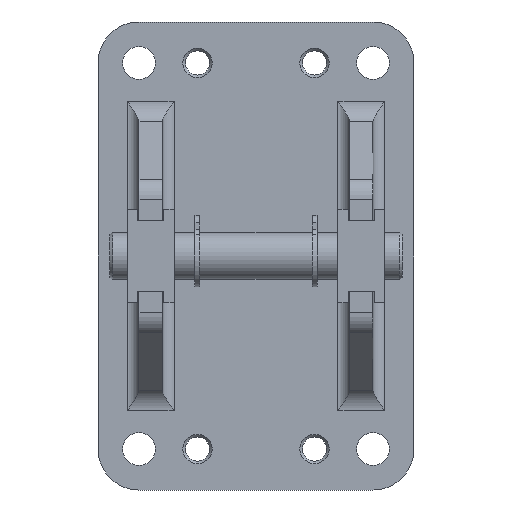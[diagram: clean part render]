
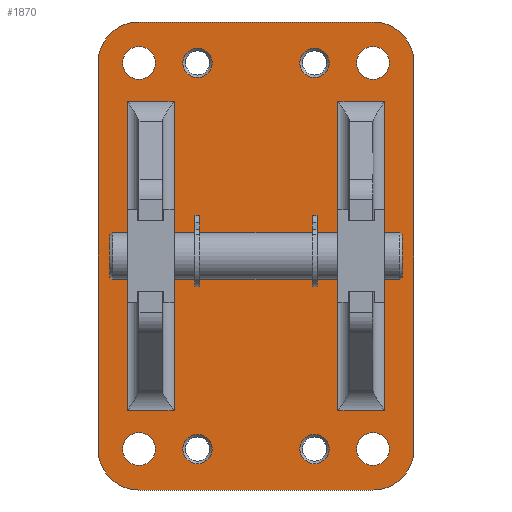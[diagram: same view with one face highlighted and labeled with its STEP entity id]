
A CAD part, front view. The second image highlights one B-rep face of the part: STEP entity #1870.
In plain terms, the highlighted planar face has unit normal (0, -1, 0).
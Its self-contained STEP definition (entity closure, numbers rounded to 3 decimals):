
#127=CIRCLE('',#2037,7.);
#129=CIRCLE('',#2041,7.);
#131=CIRCLE('',#2045,7.);
#133=CIRCLE('',#2049,7.);
#134=CIRCLE('',#2051,2.8);
#135=CIRCLE('',#2052,2.8);
#136=CIRCLE('',#2053,2.8);
#137=CIRCLE('',#2054,2.8);
#138=CIRCLE('',#2055,2.5);
#139=CIRCLE('',#2056,2.5);
#140=CIRCLE('',#2057,2.5);
#141=CIRCLE('',#2058,2.5);
#316=ORIENTED_EDGE('',*,*,#804,.F.);
#317=ORIENTED_EDGE('',*,*,#805,.F.);
#318=ORIENTED_EDGE('',*,*,#806,.F.);
#319=ORIENTED_EDGE('',*,*,#807,.F.);
#320=ORIENTED_EDGE('',*,*,#808,.T.);
#321=ORIENTED_EDGE('',*,*,#750,.F.);
#322=ORIENTED_EDGE('',*,*,#809,.F.);
#323=ORIENTED_EDGE('',*,*,#778,.T.);
#324=ORIENTED_EDGE('',*,*,#810,.T.);
#325=ORIENTED_EDGE('',*,*,#747,.F.);
#326=ORIENTED_EDGE('',*,*,#811,.F.);
#327=ORIENTED_EDGE('',*,*,#745,.T.);
#328=ORIENTED_EDGE('',*,*,#782,.F.);
#329=ORIENTED_EDGE('',*,*,#803,.F.);
#330=ORIENTED_EDGE('',*,*,#800,.F.);
#331=ORIENTED_EDGE('',*,*,#797,.F.);
#332=ORIENTED_EDGE('',*,*,#794,.F.);
#333=ORIENTED_EDGE('',*,*,#791,.F.);
#334=ORIENTED_EDGE('',*,*,#788,.F.);
#335=ORIENTED_EDGE('',*,*,#785,.F.);
#336=ORIENTED_EDGE('',*,*,#812,.F.);
#337=ORIENTED_EDGE('',*,*,#813,.F.);
#338=ORIENTED_EDGE('',*,*,#814,.F.);
#339=ORIENTED_EDGE('',*,*,#815,.F.);
#745=EDGE_CURVE('',#995,#994,#1174,.T.);
#747=EDGE_CURVE('',#996,#997,#1175,.T.);
#750=EDGE_CURVE('',#998,#999,#1176,.T.);
#778=EDGE_CURVE('',#1021,#1020,#1197,.T.);
#782=EDGE_CURVE('',#1024,#1025,#1200,.T.);
#785=EDGE_CURVE('',#1025,#1027,#127,.T.);
#788=EDGE_CURVE('',#1027,#1029,#1204,.T.);
#791=EDGE_CURVE('',#1029,#1031,#129,.T.);
#794=EDGE_CURVE('',#1031,#1033,#1208,.T.);
#797=EDGE_CURVE('',#1033,#1035,#131,.T.);
#800=EDGE_CURVE('',#1035,#1037,#1212,.T.);
#803=EDGE_CURVE('',#1037,#1024,#133,.T.);
#804=EDGE_CURVE('',#1038,#1038,#134,.T.);
#805=EDGE_CURVE('',#1039,#1039,#135,.T.);
#806=EDGE_CURVE('',#1040,#1040,#136,.T.);
#807=EDGE_CURVE('',#1041,#1041,#137,.T.);
#808=EDGE_CURVE('',#1020,#999,#1214,.T.);
#809=EDGE_CURVE('',#1021,#998,#1215,.T.);
#810=EDGE_CURVE('',#994,#997,#1216,.T.);
#811=EDGE_CURVE('',#995,#996,#1217,.T.);
#812=EDGE_CURVE('',#1042,#1042,#138,.T.);
#813=EDGE_CURVE('',#1043,#1043,#139,.T.);
#814=EDGE_CURVE('',#1044,#1044,#140,.T.);
#815=EDGE_CURVE('',#1045,#1045,#141,.T.);
#994=VERTEX_POINT('',#2871);
#995=VERTEX_POINT('',#2873);
#996=VERTEX_POINT('',#2881);
#997=VERTEX_POINT('',#2882);
#998=VERTEX_POINT('',#2895);
#999=VERTEX_POINT('',#2896);
#1020=VERTEX_POINT('',#2961);
#1021=VERTEX_POINT('',#2963);
#1024=VERTEX_POINT('',#2974);
#1025=VERTEX_POINT('',#2976);
#1027=VERTEX_POINT('',#2982);
#1029=VERTEX_POINT('',#2988);
#1031=VERTEX_POINT('',#2994);
#1033=VERTEX_POINT('',#3000);
#1035=VERTEX_POINT('',#3006);
#1037=VERTEX_POINT('',#3012);
#1038=VERTEX_POINT('',#3019);
#1039=VERTEX_POINT('',#3021);
#1040=VERTEX_POINT('',#3023);
#1041=VERTEX_POINT('',#3025);
#1042=VERTEX_POINT('',#3031);
#1043=VERTEX_POINT('',#3033);
#1044=VERTEX_POINT('',#3035);
#1045=VERTEX_POINT('',#3037);
#1174=LINE('',#2872,#1326);
#1175=LINE('',#2880,#1327);
#1176=LINE('',#2894,#1328);
#1197=LINE('',#2962,#1349);
#1200=LINE('',#2975,#1352);
#1204=LINE('',#2987,#1356);
#1208=LINE('',#2999,#1360);
#1212=LINE('',#3011,#1364);
#1214=LINE('',#3026,#1366);
#1215=LINE('',#3027,#1367);
#1216=LINE('',#3028,#1368);
#1217=LINE('',#3029,#1369);
#1326=VECTOR('',#2270,1000.);
#1327=VECTOR('',#2273,1000.);
#1328=VECTOR('',#2276,1000.);
#1349=VECTOR('',#2315,1000.);
#1352=VECTOR('',#2320,1000.);
#1356=VECTOR('',#2332,1000.);
#1360=VECTOR('',#2344,1000.);
#1364=VECTOR('',#2356,1000.);
#1366=VECTOR('',#2374,1000.);
#1367=VECTOR('',#2375,1000.);
#1368=VECTOR('',#2376,1000.);
#1369=VECTOR('',#2377,1000.);
#1478=EDGE_LOOP('',(#316));
#1479=EDGE_LOOP('',(#317));
#1480=EDGE_LOOP('',(#318));
#1481=EDGE_LOOP('',(#319));
#1482=EDGE_LOOP('',(#320,#321,#322,#323));
#1483=EDGE_LOOP('',(#324,#325,#326,#327));
#1484=EDGE_LOOP('',(#328,#329,#330,#331,#332,#333,#334,#335));
#1485=EDGE_LOOP('',(#336));
#1486=EDGE_LOOP('',(#337));
#1487=EDGE_LOOP('',(#338));
#1488=EDGE_LOOP('',(#339));
#1646=FACE_BOUND('',#1478,.T.);
#1647=FACE_BOUND('',#1479,.T.);
#1648=FACE_BOUND('',#1480,.T.);
#1649=FACE_BOUND('',#1481,.T.);
#1650=FACE_BOUND('',#1482,.T.);
#1651=FACE_BOUND('',#1483,.T.);
#1652=FACE_BOUND('',#1484,.T.);
#1653=FACE_BOUND('',#1485,.T.);
#1654=FACE_BOUND('',#1486,.T.);
#1655=FACE_BOUND('',#1487,.T.);
#1656=FACE_BOUND('',#1488,.T.);
#1806=PLANE('',#2050);
#1870=ADVANCED_FACE('',(#1646,#1647,#1648,#1649,#1650,#1651,#1652,#1653,
#1654,#1655,#1656),#1806,.F.);
#2037=AXIS2_PLACEMENT_3D('',#2981,#2326,#2327);
#2041=AXIS2_PLACEMENT_3D('',#2993,#2338,#2339);
#2045=AXIS2_PLACEMENT_3D('',#3005,#2350,#2351);
#2049=AXIS2_PLACEMENT_3D('',#3016,#2362,#2363);
#2050=AXIS2_PLACEMENT_3D('',#3017,#2364,#2365);
#2051=AXIS2_PLACEMENT_3D('',#3018,#2366,#2367);
#2052=AXIS2_PLACEMENT_3D('',#3020,#2368,#2369);
#2053=AXIS2_PLACEMENT_3D('',#3022,#2370,#2371);
#2054=AXIS2_PLACEMENT_3D('',#3024,#2372,#2373);
#2055=AXIS2_PLACEMENT_3D('',#3030,#2378,#2379);
#2056=AXIS2_PLACEMENT_3D('',#3032,#2380,#2381);
#2057=AXIS2_PLACEMENT_3D('',#3034,#2382,#2383);
#2058=AXIS2_PLACEMENT_3D('',#3036,#2384,#2385);
#2270=DIRECTION('',(0.,0.,-1.));
#2273=DIRECTION('',(0.,0.,-1.));
#2276=DIRECTION('',(0.,0.,-1.));
#2315=DIRECTION('',(0.,0.,-1.));
#2320=DIRECTION('',(0.,0.,1.));
#2326=DIRECTION('',(0.,1.,0.));
#2327=DIRECTION('',(1.,0.,0.));
#2332=DIRECTION('',(1.,0.,0.));
#2338=DIRECTION('',(0.,1.,0.));
#2339=DIRECTION('',(1.,0.,0.));
#2344=DIRECTION('',(0.,0.,-1.));
#2350=DIRECTION('',(0.,1.,0.));
#2351=DIRECTION('',(1.,0.,0.));
#2356=DIRECTION('',(-1.,0.,0.));
#2362=DIRECTION('',(0.,1.,0.));
#2363=DIRECTION('',(1.,0.,0.));
#2364=DIRECTION('',(0.,1.,0.));
#2365=DIRECTION('',(0.,0.,1.));
#2366=DIRECTION('',(0.,-1.,0.));
#2367=DIRECTION('',(0.,0.,-1.));
#2368=DIRECTION('',(0.,-1.,0.));
#2369=DIRECTION('',(0.,0.,-1.));
#2370=DIRECTION('',(0.,-1.,0.));
#2371=DIRECTION('',(0.,0.,-1.));
#2372=DIRECTION('',(0.,-1.,0.));
#2373=DIRECTION('',(0.,0.,-1.));
#2374=DIRECTION('',(-1.,0.,0.));
#2375=DIRECTION('',(-1.,0.,0.));
#2376=DIRECTION('',(-1.,0.,0.));
#2377=DIRECTION('',(-1.,0.,0.));
#2378=DIRECTION('',(0.,-1.,0.));
#2379=DIRECTION('',(0.,0.,-1.));
#2380=DIRECTION('',(0.,-1.,0.));
#2381=DIRECTION('',(0.,0.,-1.));
#2382=DIRECTION('',(0.,-1.,0.));
#2383=DIRECTION('',(0.,0.,-1.));
#2384=DIRECTION('',(0.,-1.,0.));
#2385=DIRECTION('',(0.,0.,-1.));
#2871=CARTESIAN_POINT('',(22.,12.,-26.409));
#2872=CARTESIAN_POINT('',(22.,12.,26.5));
#2873=CARTESIAN_POINT('',(22.,12.,26.409));
#2880=CARTESIAN_POINT('',(14.,12.,26.5));
#2881=CARTESIAN_POINT('',(14.,12.,26.409));
#2882=CARTESIAN_POINT('',(14.,12.,-26.409));
#2894=CARTESIAN_POINT('',(-22.,12.,26.5));
#2895=CARTESIAN_POINT('',(-22.,12.,26.409));
#2896=CARTESIAN_POINT('',(-22.,12.,-26.409));
#2961=CARTESIAN_POINT('',(-14.,12.,-26.409));
#2962=CARTESIAN_POINT('',(-14.,12.,26.5));
#2963=CARTESIAN_POINT('',(-14.,12.,26.409));
#2974=CARTESIAN_POINT('',(-27.,12.,-33.));
#2975=CARTESIAN_POINT('',(-27.,12.,-33.));
#2976=CARTESIAN_POINT('',(-27.,12.,33.));
#2981=CARTESIAN_POINT('',(-20.,12.,33.));
#2982=CARTESIAN_POINT('',(-20.,12.,40.));
#2987=CARTESIAN_POINT('',(-20.,12.,40.));
#2988=CARTESIAN_POINT('',(20.,12.,40.));
#2993=CARTESIAN_POINT('',(20.,12.,33.));
#2994=CARTESIAN_POINT('',(27.,12.,33.));
#2999=CARTESIAN_POINT('',(27.,12.,33.));
#3000=CARTESIAN_POINT('',(27.,12.,-33.));
#3005=CARTESIAN_POINT('',(20.,12.,-33.));
#3006=CARTESIAN_POINT('',(20.,12.,-40.));
#3011=CARTESIAN_POINT('',(20.,12.,-40.));
#3012=CARTESIAN_POINT('',(-20.,12.,-40.));
#3016=CARTESIAN_POINT('',(-20.,12.,-33.));
#3017=CARTESIAN_POINT('',(-20.,12.,33.));
#3018=CARTESIAN_POINT('',(-20.,12.,33.));
#3019=CARTESIAN_POINT('',(-20.,12.,30.2));
#3020=CARTESIAN_POINT('',(-20.,12.,-33.));
#3021=CARTESIAN_POINT('',(-20.,12.,-35.8));
#3022=CARTESIAN_POINT('',(20.,12.,33.));
#3023=CARTESIAN_POINT('',(20.,12.,30.2));
#3024=CARTESIAN_POINT('',(20.,12.,-33.));
#3025=CARTESIAN_POINT('',(20.,12.,-35.8));
#3026=CARTESIAN_POINT('',(25.,12.,-26.409));
#3027=CARTESIAN_POINT('',(25.,12.,26.409));
#3028=CARTESIAN_POINT('',(25.,12.,-26.409));
#3029=CARTESIAN_POINT('',(25.,12.,26.409));
#3030=CARTESIAN_POINT('',(10.,12.,-33.));
#3031=CARTESIAN_POINT('',(10.,12.,-35.5));
#3032=CARTESIAN_POINT('',(10.,12.,33.));
#3033=CARTESIAN_POINT('',(10.,12.,30.5));
#3034=CARTESIAN_POINT('',(-10.,12.,-33.));
#3035=CARTESIAN_POINT('',(-10.,12.,-35.5));
#3036=CARTESIAN_POINT('',(-10.,12.,33.));
#3037=CARTESIAN_POINT('',(-10.,12.,30.5));
